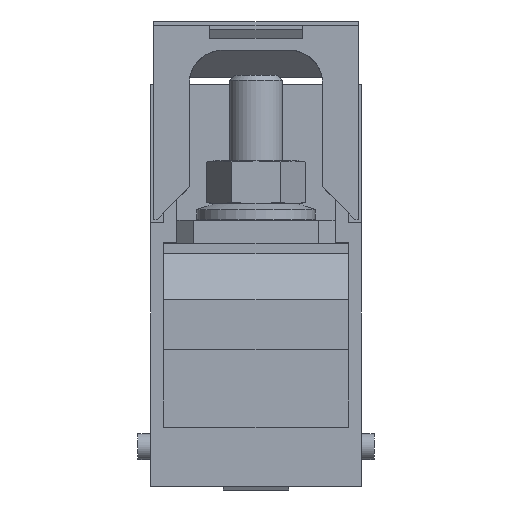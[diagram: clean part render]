
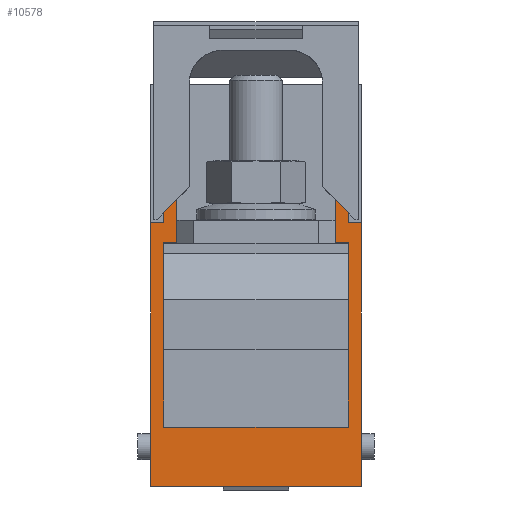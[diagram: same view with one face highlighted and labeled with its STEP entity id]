
A CAD part, front view. The second image highlights one B-rep face of the part: STEP entity #10578.
In plain terms, the highlighted planar face has unit normal (0, -1, 0).
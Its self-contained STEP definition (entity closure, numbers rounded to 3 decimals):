
#10476=AXIS2_PLACEMENT_3D('Plane Axis2P3D',#10473,#10474,#10475) ;
#5233=CARTESIAN_POINT('Line Origine',(4.05,23.5,48.038)) ;
#5237=CARTESIAN_POINT('Vertex',(4.05,23.5,52.45)) ;
#5239=CARTESIAN_POINT('Vertex',(4.05,23.5,43.625)) ;
#5397=CARTESIAN_POINT('Vertex',(31.85,23.5,43.625)) ;
#5488=CARTESIAN_POINT('Vertex',(31.85,23.5,52.45)) ;
#5491=CARTESIAN_POINT('Line Origine',(31.85,23.5,48.038)) ;
#6121=CARTESIAN_POINT('Vertex',(3.95,23.5,43.625)) ;
#6124=CARTESIAN_POINT('Line Origine',(4.,23.5,43.625)) ;
#6515=CARTESIAN_POINT('Vertex',(31.95,23.5,43.625)) ;
#6536=CARTESIAN_POINT('Line Origine',(31.9,23.5,43.625)) ;
#8725=CARTESIAN_POINT('Vertex',(1.95,23.5,40.55)) ;
#8865=CARTESIAN_POINT('Vertex',(1.95,23.5,0.55)) ;
#8868=CARTESIAN_POINT('Line Origine',(1.95,23.5,20.55)) ;
#9247=CARTESIAN_POINT('Vertex',(33.95,23.5,40.55)) ;
#9252=CARTESIAN_POINT('Line Origine',(33.95,23.5,20.55)) ;
#9256=CARTESIAN_POINT('Vertex',(33.95,23.5,0.55)) ;
#9741=CARTESIAN_POINT('Line Origine',(2.95,23.5,40.55)) ;
#9745=CARTESIAN_POINT('Vertex',(3.95,23.5,40.55)) ;
#10402=CARTESIAN_POINT('Line Origine',(17.95,23.5,0.55)) ;
#10473=CARTESIAN_POINT('Axis2P3D Location',(33.95,23.5,52.45)) ;
#10478=CARTESIAN_POINT('Line Origine',(3.95,23.5,42.087)) ;
#10483=CARTESIAN_POINT('Line Origine',(32.95,23.5,40.55)) ;
#10487=CARTESIAN_POINT('Vertex',(31.95,23.5,40.55)) ;
#10490=CARTESIAN_POINT('Line Origine',(31.95,23.5,42.087)) ;
#10495=CARTESIAN_POINT('Line Origine',(30.9,23.5,52.45)) ;
#10499=CARTESIAN_POINT('Vertex',(29.95,23.5,52.45)) ;
#10502=CARTESIAN_POINT('Line Origine',(29.95,23.5,45.)) ;
#10506=CARTESIAN_POINT('Vertex',(29.95,23.5,37.55)) ;
#10509=CARTESIAN_POINT('Line Origine',(30.95,23.5,37.55)) ;
#10513=CARTESIAN_POINT('Vertex',(31.95,23.5,37.55)) ;
#10516=CARTESIAN_POINT('Line Origine',(31.95,23.5,23.55)) ;
#10520=CARTESIAN_POINT('Vertex',(31.95,23.5,9.55)) ;
#10523=CARTESIAN_POINT('Line Origine',(17.95,23.5,9.55)) ;
#10527=CARTESIAN_POINT('Vertex',(3.95,23.5,9.55)) ;
#10530=CARTESIAN_POINT('Line Origine',(3.95,23.5,23.55)) ;
#10534=CARTESIAN_POINT('Vertex',(3.95,23.5,37.55)) ;
#10537=CARTESIAN_POINT('Line Origine',(4.95,23.5,37.55)) ;
#10541=CARTESIAN_POINT('Vertex',(5.95,23.5,37.55)) ;
#10544=CARTESIAN_POINT('Line Origine',(5.95,23.5,45.)) ;
#10548=CARTESIAN_POINT('Vertex',(5.95,23.5,52.45)) ;
#10551=CARTESIAN_POINT('Line Origine',(5.,23.5,52.45)) ;
#5234=DIRECTION('Vector Direction',(0.,0.,-1.)) ;
#5492=DIRECTION('Vector Direction',(0.,0.,-1.)) ;
#6125=DIRECTION('Vector Direction',(1.,0.,0.)) ;
#6537=DIRECTION('Vector Direction',(1.,0.,0.)) ;
#8869=DIRECTION('Vector Direction',(0.,0.,-1.)) ;
#9253=DIRECTION('Vector Direction',(0.,0.,-1.)) ;
#9742=DIRECTION('Vector Direction',(-1.,0.,0.)) ;
#10403=DIRECTION('Vector Direction',(-1.,0.,0.)) ;
#10474=DIRECTION('Axis2P3D Direction',(0.,1.,0.)) ;
#10475=DIRECTION('Axis2P3D XDirection',(0.,0.,1.)) ;
#10479=DIRECTION('Vector Direction',(0.,0.,-1.)) ;
#10484=DIRECTION('Vector Direction',(1.,0.,0.)) ;
#10491=DIRECTION('Vector Direction',(0.,0.,-1.)) ;
#10496=DIRECTION('Vector Direction',(-1.,0.,0.)) ;
#10503=DIRECTION('Vector Direction',(0.,0.,-1.)) ;
#10510=DIRECTION('Vector Direction',(1.,0.,0.)) ;
#10517=DIRECTION('Vector Direction',(0.,0.,-1.)) ;
#10524=DIRECTION('Vector Direction',(-1.,0.,0.)) ;
#10531=DIRECTION('Vector Direction',(0.,0.,-1.)) ;
#10538=DIRECTION('Vector Direction',(-1.,0.,0.)) ;
#10545=DIRECTION('Vector Direction',(0.,0.,-1.)) ;
#10552=DIRECTION('Vector Direction',(-1.,0.,0.)) ;
#5235=VECTOR('Line Direction',#5234,1.) ;
#5493=VECTOR('Line Direction',#5492,1.) ;
#6126=VECTOR('Line Direction',#6125,1.) ;
#6538=VECTOR('Line Direction',#6537,1.) ;
#8870=VECTOR('Line Direction',#8869,1.) ;
#9254=VECTOR('Line Direction',#9253,1.) ;
#9743=VECTOR('Line Direction',#9742,1.) ;
#10404=VECTOR('Line Direction',#10403,1.) ;
#10480=VECTOR('Line Direction',#10479,1.) ;
#10485=VECTOR('Line Direction',#10484,1.) ;
#10492=VECTOR('Line Direction',#10491,1.) ;
#10497=VECTOR('Line Direction',#10496,1.) ;
#10504=VECTOR('Line Direction',#10503,1.) ;
#10511=VECTOR('Line Direction',#10510,1.) ;
#10518=VECTOR('Line Direction',#10517,1.) ;
#10525=VECTOR('Line Direction',#10524,1.) ;
#10532=VECTOR('Line Direction',#10531,1.) ;
#10539=VECTOR('Line Direction',#10538,1.) ;
#10546=VECTOR('Line Direction',#10545,1.) ;
#10553=VECTOR('Line Direction',#10552,1.) ;
#10557=ORIENTED_EDGE('',*,*,#5241,.T.) ;
#10558=ORIENTED_EDGE('',*,*,#6128,.F.) ;
#10559=ORIENTED_EDGE('',*,*,#10482,.T.) ;
#10560=ORIENTED_EDGE('',*,*,#9747,.T.) ;
#10561=ORIENTED_EDGE('',*,*,#8872,.T.) ;
#10562=ORIENTED_EDGE('',*,*,#10406,.F.) ;
#10563=ORIENTED_EDGE('',*,*,#9258,.F.) ;
#10564=ORIENTED_EDGE('',*,*,#10489,.F.) ;
#10565=ORIENTED_EDGE('',*,*,#10494,.F.) ;
#10566=ORIENTED_EDGE('',*,*,#6540,.F.) ;
#10567=ORIENTED_EDGE('',*,*,#5495,.F.) ;
#10568=ORIENTED_EDGE('',*,*,#10501,.T.) ;
#10569=ORIENTED_EDGE('',*,*,#10508,.T.) ;
#10570=ORIENTED_EDGE('',*,*,#10515,.T.) ;
#10571=ORIENTED_EDGE('',*,*,#10522,.T.) ;
#10572=ORIENTED_EDGE('',*,*,#10529,.T.) ;
#10573=ORIENTED_EDGE('',*,*,#10536,.F.) ;
#10574=ORIENTED_EDGE('',*,*,#10543,.F.) ;
#10575=ORIENTED_EDGE('',*,*,#10550,.F.) ;
#10576=ORIENTED_EDGE('',*,*,#10555,.T.) ;
#10578=ADVANCED_FACE('WFF 70_AH',(#10577),#10477,.F.) ;
#5241=EDGE_CURVE('',#5238,#5240,#5236,.T.) ;
#5495=EDGE_CURVE('',#5489,#5398,#5494,.T.) ;
#6128=EDGE_CURVE('',#6122,#5240,#6127,.T.) ;
#6540=EDGE_CURVE('',#5398,#6516,#6539,.T.) ;
#8872=EDGE_CURVE('',#8726,#8866,#8871,.T.) ;
#9258=EDGE_CURVE('',#9248,#9257,#9255,.T.) ;
#9747=EDGE_CURVE('',#9746,#8726,#9744,.T.) ;
#10406=EDGE_CURVE('',#9257,#8866,#10405,.T.) ;
#10482=EDGE_CURVE('',#6122,#9746,#10481,.T.) ;
#10489=EDGE_CURVE('',#10488,#9248,#10486,.T.) ;
#10494=EDGE_CURVE('',#6516,#10488,#10493,.T.) ;
#10501=EDGE_CURVE('',#5489,#10500,#10498,.T.) ;
#10508=EDGE_CURVE('',#10500,#10507,#10505,.T.) ;
#10515=EDGE_CURVE('',#10507,#10514,#10512,.T.) ;
#10522=EDGE_CURVE('',#10514,#10521,#10519,.T.) ;
#10529=EDGE_CURVE('',#10521,#10528,#10526,.T.) ;
#10536=EDGE_CURVE('',#10535,#10528,#10533,.T.) ;
#10543=EDGE_CURVE('',#10542,#10535,#10540,.T.) ;
#10550=EDGE_CURVE('',#10549,#10542,#10547,.T.) ;
#10555=EDGE_CURVE('',#10549,#5238,#10554,.T.) ;
#10556=EDGE_LOOP('',(#10557,#10558,#10559,#10560,#10561,#10562,#10563,#10564,#10565,#10566,#10567,#10568,#10569,#10570,#10571,#10572,#10573,#10574,#10575,#10576)) ;
#10577=FACE_OUTER_BOUND('',#10556,.T.) ;
#5236=LINE('Line',#5233,#5235) ;
#5494=LINE('Line',#5491,#5493) ;
#6127=LINE('Line',#6124,#6126) ;
#6539=LINE('Line',#6536,#6538) ;
#8871=LINE('Line',#8868,#8870) ;
#9255=LINE('Line',#9252,#9254) ;
#9744=LINE('Line',#9741,#9743) ;
#10405=LINE('Line',#10402,#10404) ;
#10481=LINE('Line',#10478,#10480) ;
#10486=LINE('Line',#10483,#10485) ;
#10493=LINE('Line',#10490,#10492) ;
#10498=LINE('Line',#10495,#10497) ;
#10505=LINE('Line',#10502,#10504) ;
#10512=LINE('Line',#10509,#10511) ;
#10519=LINE('Line',#10516,#10518) ;
#10526=LINE('Line',#10523,#10525) ;
#10533=LINE('Line',#10530,#10532) ;
#10540=LINE('Line',#10537,#10539) ;
#10547=LINE('Line',#10544,#10546) ;
#10554=LINE('Line',#10551,#10553) ;
#10477=PLANE('',#10476) ;
#5238=VERTEX_POINT('',#5237) ;
#5240=VERTEX_POINT('',#5239) ;
#5398=VERTEX_POINT('',#5397) ;
#5489=VERTEX_POINT('',#5488) ;
#6122=VERTEX_POINT('',#6121) ;
#6516=VERTEX_POINT('',#6515) ;
#8726=VERTEX_POINT('',#8725) ;
#8866=VERTEX_POINT('',#8865) ;
#9248=VERTEX_POINT('',#9247) ;
#9257=VERTEX_POINT('',#9256) ;
#9746=VERTEX_POINT('',#9745) ;
#10488=VERTEX_POINT('',#10487) ;
#10500=VERTEX_POINT('',#10499) ;
#10507=VERTEX_POINT('',#10506) ;
#10514=VERTEX_POINT('',#10513) ;
#10521=VERTEX_POINT('',#10520) ;
#10528=VERTEX_POINT('',#10527) ;
#10535=VERTEX_POINT('',#10534) ;
#10542=VERTEX_POINT('',#10541) ;
#10549=VERTEX_POINT('',#10548) ;
